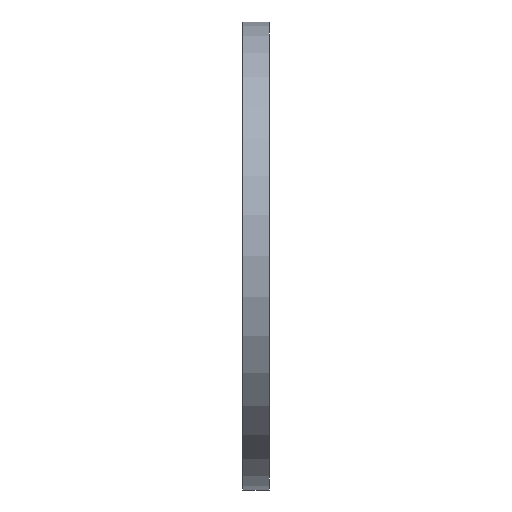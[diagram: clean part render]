
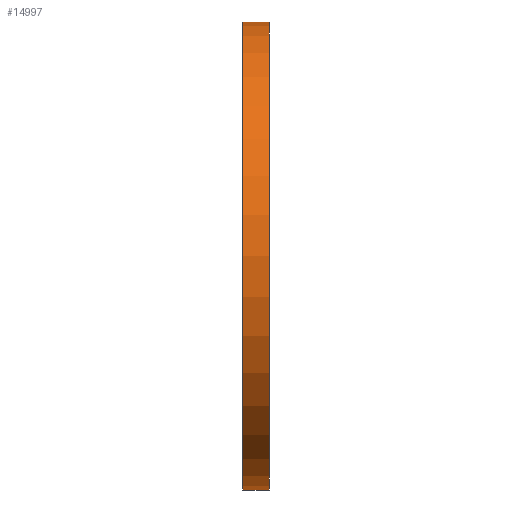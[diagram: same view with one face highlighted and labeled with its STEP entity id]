
A CAD part, left-side view. The second image highlights one B-rep face of the part: STEP entity #14997.
In plain terms, the highlighted cylindrical face has radius 35 mm (diameter 70 mm), a partial arc.
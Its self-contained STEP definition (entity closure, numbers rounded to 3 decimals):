
#114 = CARTESIAN_POINT ( 'NONE',  ( 0., 0., -35. ) ) ;
#178 = CARTESIAN_POINT ( 'NONE',  ( 0., 4., 0. ) ) ;
#951 = CARTESIAN_POINT ( 'NONE',  ( 0., 0., 0. ) ) ;
#1419 = CIRCLE ( 'NONE', #3087, 35. ) ;
#1444 = DIRECTION ( 'NONE',  ( 0., 0., 1. ) ) ;
#1516 = VECTOR ( 'NONE', #8308, 1000. ) ;
#1554 = DIRECTION ( 'NONE',  ( 0., 1., 0. ) ) ;
#1804 = EDGE_CURVE ( 'NONE', #5601, #5055, #9391, .T. ) ;
#2415 = FACE_OUTER_BOUND ( 'NONE', #8995, .T. ) ;
#3087 = AXIS2_PLACEMENT_3D ( 'NONE', #178, #1554, #1444 ) ;
#4254 = CARTESIAN_POINT ( 'NONE',  ( 0., 4., -35. ) ) ;
#4507 = AXIS2_PLACEMENT_3D ( 'NONE', #951, #10771, #12069 ) ;
#5055 = VERTEX_POINT ( 'NONE', #8279 ) ;
#5056 = DIRECTION ( 'NONE',  ( 0., -1., 0. ) ) ;
#5601 = VERTEX_POINT ( 'NONE', #114 ) ;
#6276 = CARTESIAN_POINT ( 'NONE',  ( 0., 4., 35. ) ) ;
#7007 = EDGE_CURVE ( 'NONE', #17965, #5055, #15869, .T. ) ;
#8110 = ORIENTED_EDGE ( 'NONE', *, *, #7007, .F. ) ;
#8279 = CARTESIAN_POINT ( 'NONE',  ( 0., 0., 35. ) ) ;
#8308 = DIRECTION ( 'NONE',  ( 0., -1., 0. ) ) ;
#8708 = ORIENTED_EDGE ( 'NONE', *, *, #1804, .T. ) ;
#8995 = EDGE_LOOP ( 'NONE', ( #8110, #9010, #17706, #8708 ) ) ;
#9010 = ORIENTED_EDGE ( 'NONE', *, *, #9309, .F. ) ;
#9309 = EDGE_CURVE ( 'NONE', #12865, #17965, #1419, .T. ) ;
#9391 = CIRCLE ( 'NONE', #4507, 35. ) ;
#9985 = CYLINDRICAL_SURFACE ( 'NONE', #17539, 35. ) ;
#10771 = DIRECTION ( 'NONE',  ( 0., 1., 0. ) ) ;
#11643 = CARTESIAN_POINT ( 'NONE',  ( 0., 4., 35. ) ) ;
#11739 = CARTESIAN_POINT ( 'NONE',  ( 0., 4., 0. ) ) ;
#12069 = DIRECTION ( 'NONE',  ( 0., 0., 1. ) ) ;
#12181 = VECTOR ( 'NONE', #16018, 1000. ) ;
#12865 = VERTEX_POINT ( 'NONE', #4254 ) ;
#14328 = LINE ( 'NONE', #16654, #1516 ) ;
#14667 = DIRECTION ( 'NONE',  ( 0., 0., -1. ) ) ;
#14997 = ADVANCED_FACE ( 'NONE', ( #2415 ), #9985, .T. ) ;
#15209 = EDGE_CURVE ( 'NONE', #12865, #5601, #14328, .T. ) ;
#15869 = LINE ( 'NONE', #6276, #12181 ) ;
#16018 = DIRECTION ( 'NONE',  ( 0., -1., 0. ) ) ;
#16654 = CARTESIAN_POINT ( 'NONE',  ( 0., 4., -35. ) ) ;
#17539 = AXIS2_PLACEMENT_3D ( 'NONE', #11739, #5056, #14667 ) ;
#17706 = ORIENTED_EDGE ( 'NONE', *, *, #15209, .T. ) ;
#17965 = VERTEX_POINT ( 'NONE', #11643 ) ;
